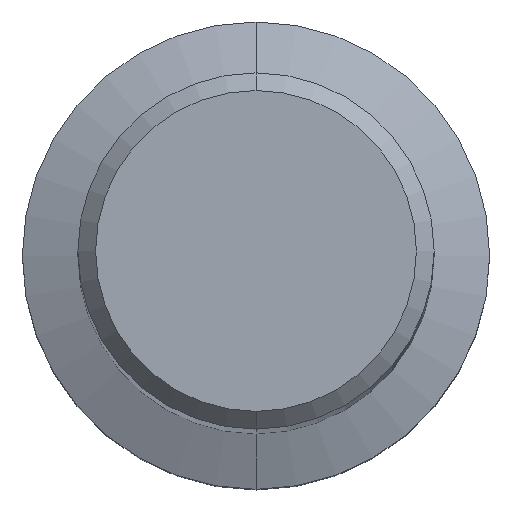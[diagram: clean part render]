
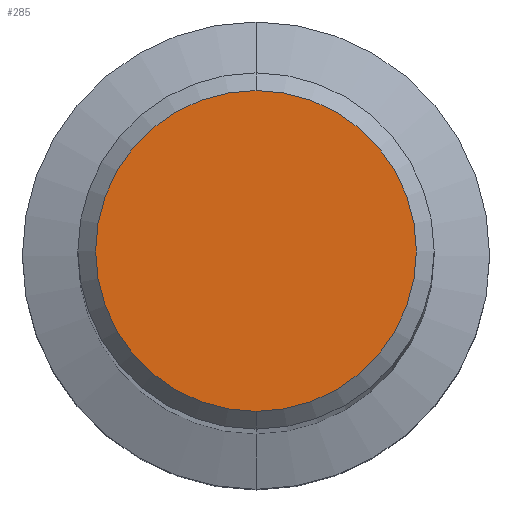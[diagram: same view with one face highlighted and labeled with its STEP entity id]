
A CAD part, top view. The second image highlights one B-rep face of the part: STEP entity #285.
In plain terms, the highlighted planar face has unit normal (0, 0, 1).
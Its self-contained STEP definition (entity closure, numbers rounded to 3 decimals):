
#159=EDGE_CURVE('',#209,#297,#359,.T.);
#209=VERTEX_POINT('',#416);
#247=EDGE_CURVE('',#297,#209,#461,.T.);
#285=ADVANCED_FACE('',(#507),#508,.T.);
#297=VERTEX_POINT('',#520);
#359=CIRCLE('',#583,5.45);
#416=CARTESIAN_POINT('',(0.,-5.45,0.0));
#461=CIRCLE('',#716,5.45);
#507=FACE_OUTER_BOUND('',#772,.T.);
#508=PLANE('',#773);
#520=CARTESIAN_POINT('',(0.0,5.45,0.0));
#583=AXIS2_PLACEMENT_3D('',#830,#831,#832);
#716=AXIS2_PLACEMENT_3D('',#972,#973,#974);
#772=EDGE_LOOP('',(#1049,#1050));
#773=AXIS2_PLACEMENT_3D('',#1051,#1052,#1053);
#830=CARTESIAN_POINT('',(0.0,0.0,0.0));
#831=DIRECTION('',(0.0,0.0,-1.0));
#832=DIRECTION('',(0.0,1.0,0.0));
#972=CARTESIAN_POINT('',(0.0,0.0,0.0));
#973=DIRECTION('',(0.0,0.0,-1.0));
#974=DIRECTION('',(0.0,1.0,0.0));
#1049=ORIENTED_EDGE('',*,*,#247,.F.);
#1050=ORIENTED_EDGE('',*,*,#159,.F.);
#1051=CARTESIAN_POINT('',(0.0,2.725,0.0));
#1052=DIRECTION('',(-0.0,0.0,1.0));
#1053=DIRECTION('',(0.0,-1.0,0.0));
